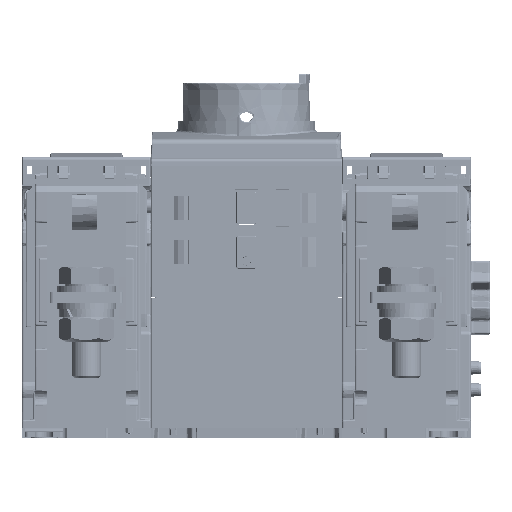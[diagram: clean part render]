
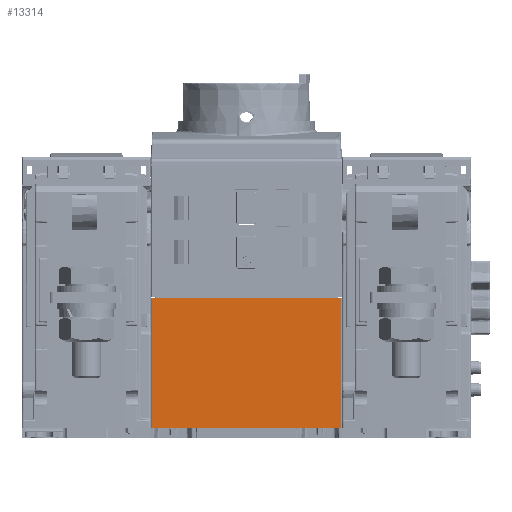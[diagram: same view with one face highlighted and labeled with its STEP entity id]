
A CAD part, left-side view. The second image highlights one B-rep face of the part: STEP entity #13314.
In plain terms, the highlighted planar face has unit normal (-1, 0, 0).
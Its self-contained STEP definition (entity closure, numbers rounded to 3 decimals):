
#8533=PLANE('',#109315);
#13314=ADVANCED_FACE('',(#19874),#8533,.F.);
#19874=FACE_OUTER_BOUND('',#25279,.T.);
#25279=EDGE_LOOP('',(#53336,#53337,#53338,#53339,#53340,#53341));
#53336=ORIENTED_EDGE('',*,*,#80639,.F.);
#53337=ORIENTED_EDGE('',*,*,#80659,.T.);
#53338=ORIENTED_EDGE('',*,*,#81180,.T.);
#53339=ORIENTED_EDGE('',*,*,#81074,.T.);
#53340=ORIENTED_EDGE('',*,*,#80609,.F.);
#53341=ORIENTED_EDGE('',*,*,#81070,.T.);
#65919=VERTEX_POINT('',#197146);
#65920=VERTEX_POINT('',#197147);
#65948=VERTEX_POINT('',#197205);
#65949=VERTEX_POINT('',#197207);
#65968=VERTEX_POINT('',#197247);
#66225=VERTEX_POINT('',#198698);
#80609=EDGE_CURVE('',#65919,#65920,#90629,.T.);
#80639=EDGE_CURVE('',#65948,#65949,#90648,.T.);
#80659=EDGE_CURVE('',#65948,#65968,#90661,.T.);
#81070=EDGE_CURVE('',#65919,#65949,#90830,.T.);
#81074=EDGE_CURVE('',#66225,#65920,#90833,.T.);
#81180=EDGE_CURVE('',#65968,#66225,#90904,.T.);
#90629=LINE('',#197145,#99240);
#90648=LINE('',#197206,#99259);
#90661=LINE('',#197246,#99272);
#90830=LINE('',#198693,#99441);
#90833=LINE('',#198700,#99444);
#90904=LINE('',#198910,#99515);
#99240=VECTOR('',#132413,1.);
#99259=VECTOR('',#132456,1.);
#99272=VECTOR('',#132485,1.);
#99441=VECTOR('',#133302,1.);
#99444=VECTOR('',#133309,1.);
#99515=VECTOR('',#133496,1.);
#109315=AXIS2_PLACEMENT_3D('',#200894,#134926,#134927);
#132413=DIRECTION('',(0.,-1.,0.));
#132456=DIRECTION('',(0.,1.,0.));
#132485=DIRECTION('',(0.,-1.,0.));
#133302=DIRECTION('',(0.,0.,-1.));
#133309=DIRECTION('',(0.,0.,1.));
#133496=DIRECTION('',(0.,-1.,0.));
#134926=DIRECTION('',(1.,0.,0.));
#134927=DIRECTION('',(0.,0.,1.));
#197145=CARTESIAN_POINT('',(-52.5,26.,33.));
#197146=CARTESIAN_POINT('',(-52.5,25.6,33.));
#197147=CARTESIAN_POINT('',(-52.5,-25.6,33.));
#197205=CARTESIAN_POINT('',(-52.5,13.55,-2.3));
#197206=CARTESIAN_POINT('',(-52.5,13.55,-2.3));
#197207=CARTESIAN_POINT('',(-52.5,25.6,-2.3));
#197246=CARTESIAN_POINT('',(-52.5,26.,-2.3));
#197247=CARTESIAN_POINT('',(-52.5,-13.55,-2.3));
#198693=CARTESIAN_POINT('',(-52.5,25.6,33.));
#198698=CARTESIAN_POINT('',(-52.5,-25.6,-2.3));
#198700=CARTESIAN_POINT('',(-52.5,-25.6,33.));
#198910=CARTESIAN_POINT('',(-52.5,-13.55,-2.3));
#200894=CARTESIAN_POINT('',(-52.5,26.,33.));
